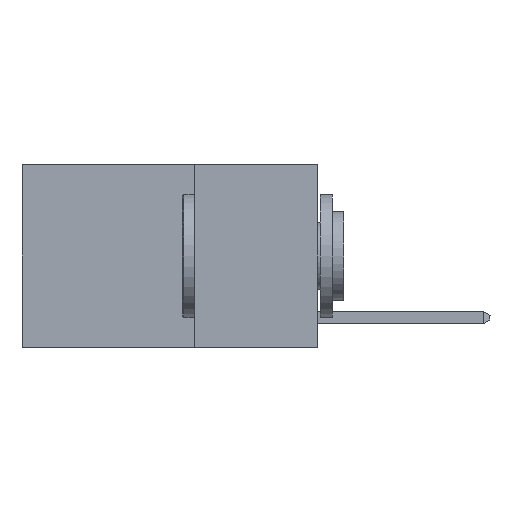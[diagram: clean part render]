
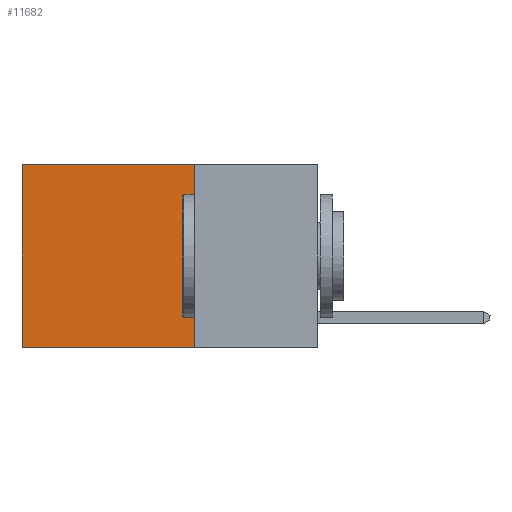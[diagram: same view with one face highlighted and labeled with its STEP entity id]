
A CAD part, left-side view. The second image highlights one B-rep face of the part: STEP entity #11682.
In plain terms, the highlighted planar face has unit normal (-1, 0, 0).
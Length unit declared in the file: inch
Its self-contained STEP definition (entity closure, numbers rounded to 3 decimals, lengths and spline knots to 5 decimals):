
#524 = CARTESIAN_POINT ( 'NONE',  ( 0.2625, 0.25, -0.37 ) ) ;
#539 = VERTEX_POINT ( 'NONE', #11780 ) ;
#1820 = VERTEX_POINT ( 'NONE', #4980 ) ;
#4004 = CARTESIAN_POINT ( 'NONE',  ( 0.2625, 0.25, 0. ) ) ;
#4980 = CARTESIAN_POINT ( 'NONE',  ( 0.2625, 0.6, -0.37 ) ) ;
#5034 = VECTOR ( 'NONE', #16084, 39.37008 ) ;
#5156 = DIRECTION ( 'NONE',  ( 0., 0., -1. ) ) ;
#5400 = DIRECTION ( 'NONE',  ( 0., 0., -1. ) ) ;
#5752 = FACE_OUTER_BOUND ( 'NONE', #11294, .T. ) ;
#5799 = AXIS2_PLACEMENT_3D ( 'NONE', #4004, #12064, #18178 ) ;
#8379 = LINE ( 'NONE', #11366, #14331 ) ;
#8715 = EDGE_CURVE ( 'NONE', #15618, #539, #12090, .T. ) ;
#8822 = CARTESIAN_POINT ( 'NONE',  ( 0.2625, 0.6, 0. ) ) ;
#9034 = VERTEX_POINT ( 'NONE', #13603 ) ;
#9188 = ORIENTED_EDGE ( 'NONE', *, *, #10191, .F. ) ;
#10191 = EDGE_CURVE ( 'NONE', #15618, #9034, #8379, .T. ) ;
#10433 = ORIENTED_EDGE ( 'NONE', *, *, #10696, .T. ) ;
#10696 = EDGE_CURVE ( 'NONE', #539, #1820, #19566, .T. ) ;
#11029 = ORIENTED_EDGE ( 'NONE', *, *, #20043, .F. ) ;
#11294 = EDGE_LOOP ( 'NONE', ( #10433, #11029, #9188, #18516 ) ) ;
#11366 = CARTESIAN_POINT ( 'NONE',  ( 0.2625, 0.25, 0. ) ) ;
#11682 = ADVANCED_FACE ( 'NONE', ( #5752 ), #13604, .F. ) ;
#11780 = CARTESIAN_POINT ( 'NONE',  ( 0.2625, 0.6, 0. ) ) ;
#12064 = DIRECTION ( 'NONE',  ( 1., 0., 0. ) ) ;
#12090 = LINE ( 'NONE', #18393, #14353 ) ;
#13603 = CARTESIAN_POINT ( 'NONE',  ( 0.2625, 0.25, -0.37 ) ) ;
#13604 = PLANE ( 'NONE',  #5799 ) ;
#14015 = VECTOR ( 'NONE', #5400, 39.37008 ) ;
#14331 = VECTOR ( 'NONE', #5156, 39.37008 ) ;
#14353 = VECTOR ( 'NONE', #18108, 39.37008 ) ;
#14637 = LINE ( 'NONE', #524, #5034 ) ;
#15618 = VERTEX_POINT ( 'NONE', #18334 ) ;
#16084 = DIRECTION ( 'NONE',  ( 0., 1., 0. ) ) ;
#18108 = DIRECTION ( 'NONE',  ( 0., 1., 0. ) ) ;
#18178 = DIRECTION ( 'NONE',  ( 0., 0., -1. ) ) ;
#18334 = CARTESIAN_POINT ( 'NONE',  ( 0.2625, 0.25, 0. ) ) ;
#18393 = CARTESIAN_POINT ( 'NONE',  ( 0.2625, 0.25, 0. ) ) ;
#18516 = ORIENTED_EDGE ( 'NONE', *, *, #8715, .T. ) ;
#19566 = LINE ( 'NONE', #8822, #14015 ) ;
#20043 = EDGE_CURVE ( 'NONE', #9034, #1820, #14637, .T. ) ;
